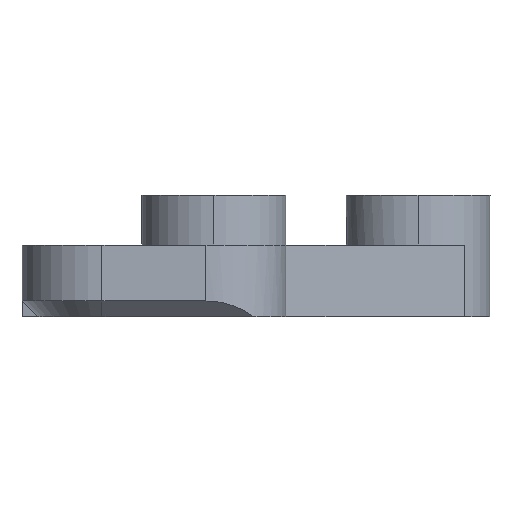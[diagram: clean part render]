
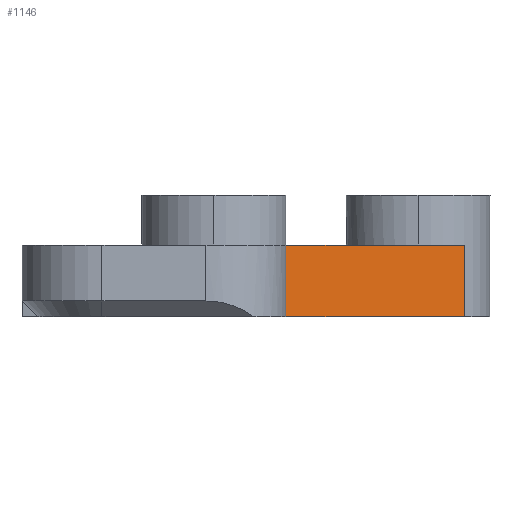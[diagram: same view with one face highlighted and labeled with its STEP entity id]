
A CAD part, left-side view. The second image highlights one B-rep face of the part: STEP entity #1146.
In plain terms, the highlighted planar face has unit normal (-0.766, -0.642, 0).
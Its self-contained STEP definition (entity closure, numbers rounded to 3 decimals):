
#1 = VERTEX_POINT ( 'NONE', #809 ) ;
#55 = AXIS2_PLACEMENT_3D ( 'NONE', #778, #866, #773 ) ;
#103 = ORIENTED_EDGE ( 'NONE', *, *, #693, .F. ) ;
#163 = PLANE ( 'NONE',  #55 ) ;
#213 = CARTESIAN_POINT ( 'NONE',  ( 98.695, -35.299, 9. ) ) ;
#257 = EDGE_CURVE ( 'NONE', #1, #946, #800, .T. ) ;
#265 = VECTOR ( 'NONE', #907, 1000. ) ;
#295 = EDGE_CURVE ( 'NONE', #679, #839, #565, .T. ) ;
#316 = EDGE_CURVE ( 'NONE', #839, #946, #647, .T. ) ;
#393 = CARTESIAN_POINT ( 'NONE',  ( 80., -13., 9. ) ) ;
#406 = CARTESIAN_POINT ( 'NONE',  ( 98.695, -35.299, 9. ) ) ;
#448 = ORIENTED_EDGE ( 'NONE', *, *, #316, .T. ) ;
#545 = VECTOR ( 'NONE', #562, 1000. ) ;
#546 = DIRECTION ( 'NONE',  ( 0., 0., 1. ) ) ;
#552 = ORIENTED_EDGE ( 'NONE', *, *, #257, .F. ) ;
#562 = DIRECTION ( 'NONE',  ( 0., 0., 1. ) ) ;
#565 = LINE ( 'NONE', #640, #265 ) ;
#629 = ORIENTED_EDGE ( 'NONE', *, *, #295, .T. ) ;
#640 = CARTESIAN_POINT ( 'NONE',  ( 80., -13., 9. ) ) ;
#647 = LINE ( 'NONE', #213, #943 ) ;
#679 = VERTEX_POINT ( 'NONE', #393 ) ;
#693 = EDGE_CURVE ( 'NONE', #679, #1, #810, .T. ) ;
#745 = CARTESIAN_POINT ( 'NONE',  ( 80., -13., 9. ) ) ;
#773 = DIRECTION ( 'NONE',  ( -0.642, 0.766, 0. ) ) ;
#778 = CARTESIAN_POINT ( 'NONE',  ( 80., -13., 9. ) ) ;
#779 = CARTESIAN_POINT ( 'NONE',  ( 80., -13., 18. ) ) ;
#800 = LINE ( 'NONE', #779, #856 ) ;
#809 = CARTESIAN_POINT ( 'NONE',  ( 80., -13., 18. ) ) ;
#810 = LINE ( 'NONE', #745, #545 ) ;
#839 = VERTEX_POINT ( 'NONE', #406 ) ;
#856 = VECTOR ( 'NONE', #875, 1000. ) ;
#866 = DIRECTION ( 'NONE',  ( 0.766, 0.642, 0. ) ) ;
#875 = DIRECTION ( 'NONE',  ( 0.642, -0.766, 0. ) ) ;
#907 = DIRECTION ( 'NONE',  ( 0.642, -0.766, 0. ) ) ;
#943 = VECTOR ( 'NONE', #546, 1000. ) ;
#946 = VERTEX_POINT ( 'NONE', #1019 ) ;
#1019 = CARTESIAN_POINT ( 'NONE',  ( 98.695, -35.299, 18. ) ) ;
#1044 = FACE_OUTER_BOUND ( 'NONE', #1091, .T. ) ;
#1091 = EDGE_LOOP ( 'NONE', ( #552, #103, #629, #448 ) ) ;
#1146 = ADVANCED_FACE ( 'NONE', ( #1044 ), #163, .F. ) ;
